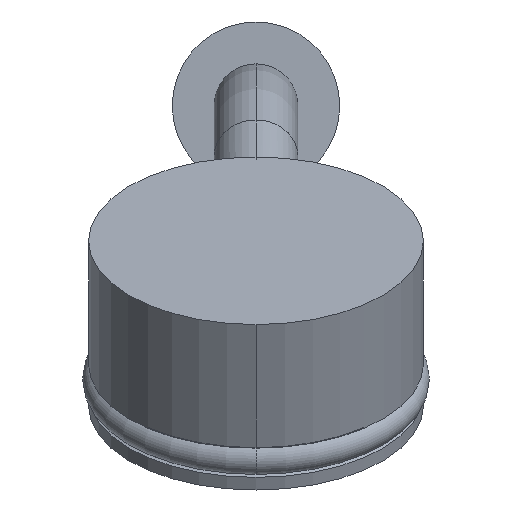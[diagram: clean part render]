
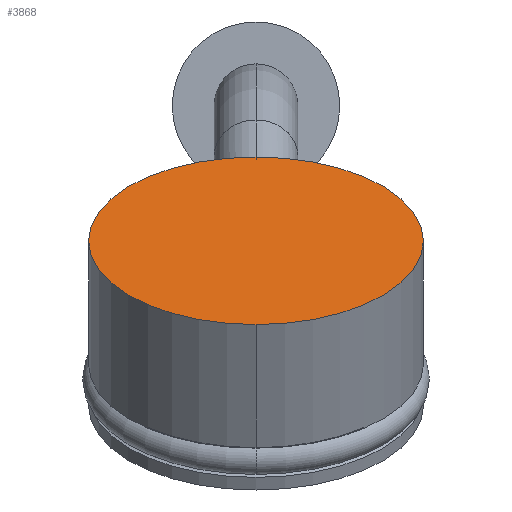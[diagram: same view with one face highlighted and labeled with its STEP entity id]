
A CAD part, left-side view. The second image highlights one B-rep face of the part: STEP entity #3868.
In plain terms, the highlighted planar face has unit normal (-0.5, 0, 0.866).
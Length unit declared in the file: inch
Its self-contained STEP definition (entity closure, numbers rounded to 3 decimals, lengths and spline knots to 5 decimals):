
#137=CARTESIAN_POINT('',(-6.75596,0.,-0.8066));
#138=DIRECTION('',(0.5,0.,-0.866));
#139=DIRECTION('',(-0.866,0.,-0.5));
#140=AXIS2_PLACEMENT_3D('',#137,#138,#139);
#142=CARTESIAN_POINT('',(-6.75596,0.,-0.8066));
#143=DIRECTION('',(-0.5,0.,0.866));
#144=DIRECTION('',(-0.866,0.,-0.5));
#145=AXIS2_PLACEMENT_3D('',#142,#143,#144);
#3302=CARTESIAN_POINT('',(-7.62199,0.,-1.3066));
#3303=CARTESIAN_POINT('',(-5.88994,0.,-0.3066));
#3304=VERTEX_POINT('',#3302);
#3305=VERTEX_POINT('',#3303);
#3859=CARTESIAN_POINT('',(-6.75596,0.,-0.8066));
#3860=DIRECTION('',(0.5,0.,-0.866));
#3861=DIRECTION('',(0.866,0.,0.5));
#3862=AXIS2_PLACEMENT_3D('',#3859,#3860,#3861);
#3863=PLANE('',#3862);
#3864=ORIENTED_EDGE('',*,*,#3838,.T.);
#3865=ORIENTED_EDGE('',*,*,#3823,.F.);
#3866=EDGE_LOOP('',(#3864,#3865));
#3867=FACE_OUTER_BOUND('',#3866,.F.);
#3868=ADVANCED_FACE('',(#3867),#3863,.F.);
#141=CIRCLE('',#140,1.);
#146=CIRCLE('',#145,1.);
#3823=EDGE_CURVE('',#3304,#3305,#146,.T.);
#3838=EDGE_CURVE('',#3304,#3305,#141,.T.);
